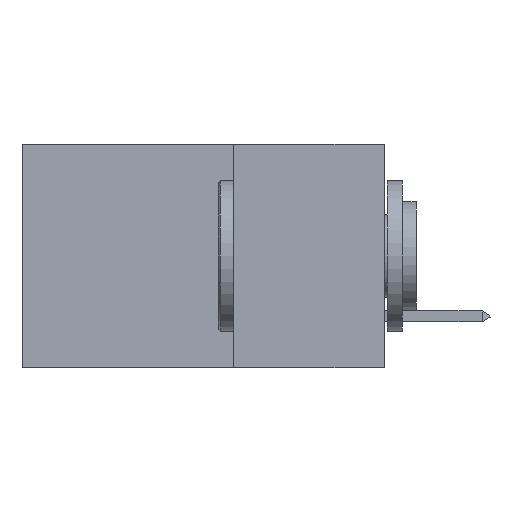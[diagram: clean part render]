
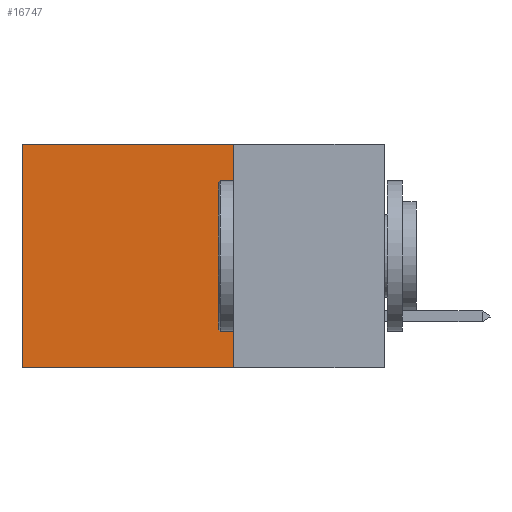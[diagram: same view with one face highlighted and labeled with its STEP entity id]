
A CAD part, left-side view. The second image highlights one B-rep face of the part: STEP entity #16747.
In plain terms, the highlighted planar face has unit normal (-1, 0, 0).
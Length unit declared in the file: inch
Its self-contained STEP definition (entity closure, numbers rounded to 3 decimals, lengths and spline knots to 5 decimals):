
#1116 = PLANE ( 'NONE',  #21172 ) ;
#1699 = EDGE_CURVE ( 'NONE', #37106, #30961, #21897, .T. ) ;
#1963 = CARTESIAN_POINT ( 'NONE',  ( 0.2875, 0.6, 0. ) ) ;
#2901 = VERTEX_POINT ( 'NONE', #20209 ) ;
#5745 = CARTESIAN_POINT ( 'NONE',  ( 0.2875, 0.25, -0.37 ) ) ;
#8809 = DIRECTION ( 'NONE',  ( 0., 0., -1. ) ) ;
#12268 = VECTOR ( 'NONE', #13188, 39.37008 ) ;
#13188 = DIRECTION ( 'NONE',  ( 0., 0., -1. ) ) ;
#14137 = EDGE_CURVE ( 'NONE', #30961, #2901, #28333, .T. ) ;
#14992 = ORIENTED_EDGE ( 'NONE', *, *, #33390, .T. ) ;
#15512 = ORIENTED_EDGE ( 'NONE', *, *, #1699, .F. ) ;
#16480 = CARTESIAN_POINT ( 'NONE',  ( 0.2875, 0.25, 0. ) ) ;
#16747 = ADVANCED_FACE ( 'NONE', ( #44494 ), #1116, .F. ) ;
#16967 = CARTESIAN_POINT ( 'NONE',  ( 0.2875, 0.25, 0. ) ) ;
#18128 = VECTOR ( 'NONE', #26519, 39.37008 ) ;
#19941 = CARTESIAN_POINT ( 'NONE',  ( 0.2875, 0.25, -0.37 ) ) ;
#20209 = CARTESIAN_POINT ( 'NONE',  ( 0.2875, 0.6, -0.37 ) ) ;
#20422 = DIRECTION ( 'NONE',  ( 0., 1., 0. ) ) ;
#21172 = AXIS2_PLACEMENT_3D ( 'NONE', #43861, #39296, #36272 ) ;
#21897 = LINE ( 'NONE', #43912, #12268 ) ;
#23159 = VECTOR ( 'NONE', #8809, 39.37008 ) ;
#23375 = EDGE_LOOP ( 'NONE', ( #23600, #27134, #15512, #14992 ) ) ;
#23600 = ORIENTED_EDGE ( 'NONE', *, *, #44193, .T. ) ;
#26519 = DIRECTION ( 'NONE',  ( 0., 1., 0. ) ) ;
#27134 = ORIENTED_EDGE ( 'NONE', *, *, #14137, .F. ) ;
#28333 = LINE ( 'NONE', #19941, #18128 ) ;
#29241 = LINE ( 'NONE', #16967, #41209 ) ;
#29894 = VERTEX_POINT ( 'NONE', #43260 ) ;
#30961 = VERTEX_POINT ( 'NONE', #5745 ) ;
#33390 = EDGE_CURVE ( 'NONE', #37106, #29894, #29241, .T. ) ;
#36272 = DIRECTION ( 'NONE',  ( 0., 0., -1. ) ) ;
#37106 = VERTEX_POINT ( 'NONE', #16480 ) ;
#38845 = LINE ( 'NONE', #1963, #23159 ) ;
#39296 = DIRECTION ( 'NONE',  ( 1., 0., 0. ) ) ;
#41209 = VECTOR ( 'NONE', #20422, 39.37008 ) ;
#43260 = CARTESIAN_POINT ( 'NONE',  ( 0.2875, 0.6, 0. ) ) ;
#43861 = CARTESIAN_POINT ( 'NONE',  ( 0.2875, 0.25, 0. ) ) ;
#43912 = CARTESIAN_POINT ( 'NONE',  ( 0.2875, 0.25, 0. ) ) ;
#44193 = EDGE_CURVE ( 'NONE', #29894, #2901, #38845, .T. ) ;
#44494 = FACE_OUTER_BOUND ( 'NONE', #23375, .T. ) ;
